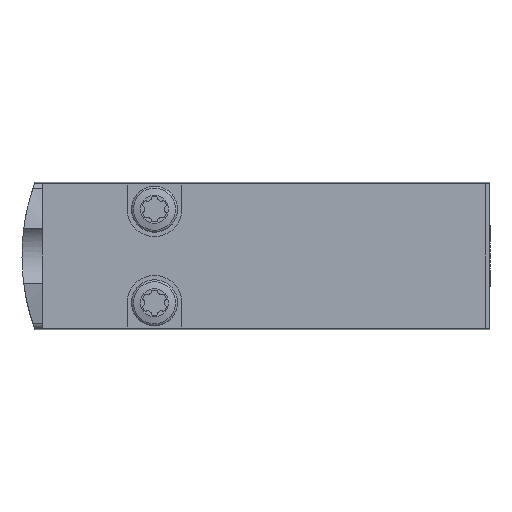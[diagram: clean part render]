
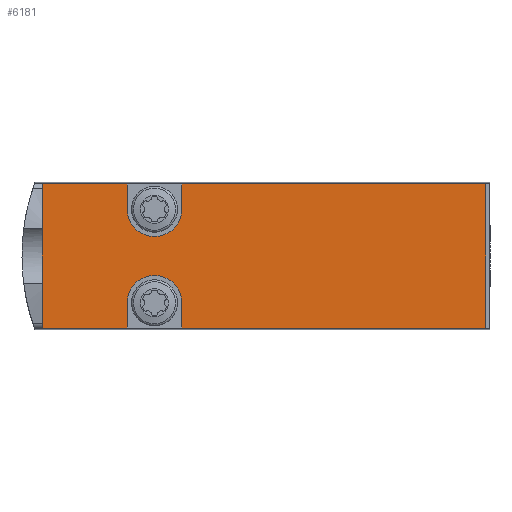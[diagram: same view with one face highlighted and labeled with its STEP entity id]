
A CAD part, left-side view. The second image highlights one B-rep face of the part: STEP entity #6181.
In plain terms, the highlighted planar face has unit normal (-1, 0, 0).
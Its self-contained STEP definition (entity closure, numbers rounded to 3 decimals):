
#56=PLANE('',#6630);
#288=LINE('',#9789,#774);
#292=LINE('',#9797,#778);
#294=LINE('',#9802,#780);
#298=LINE('',#9810,#784);
#301=LINE('',#9816,#787);
#302=LINE('',#9818,#788);
#303=LINE('',#9819,#789);
#304=LINE('',#9823,#790);
#305=LINE('',#9824,#791);
#306=LINE('',#9825,#792);
#774=VECTOR('',#7569,1000.);
#778=VECTOR('',#7573,1000.);
#780=VECTOR('',#7577,1000.);
#784=VECTOR('',#7581,1000.);
#787=VECTOR('',#7586,1000.);
#788=VECTOR('',#7587,1000.);
#789=VECTOR('',#7588,1000.);
#790=VECTOR('',#7591,1000.);
#791=VECTOR('',#7592,1000.);
#792=VECTOR('',#7593,1000.);
#1358=ORIENTED_EDGE('',*,*,#3236,.T.);
#1359=ORIENTED_EDGE('',*,*,#3227,.F.);
#1360=ORIENTED_EDGE('',*,*,#3237,.F.);
#1361=ORIENTED_EDGE('',*,*,#3229,.T.);
#1362=ORIENTED_EDGE('',*,*,#3238,.F.);
#1363=ORIENTED_EDGE('',*,*,#3239,.T.);
#1364=ORIENTED_EDGE('',*,*,#3240,.T.);
#1365=ORIENTED_EDGE('',*,*,#3233,.T.);
#1366=ORIENTED_EDGE('',*,*,#3241,.T.);
#1367=ORIENTED_EDGE('',*,*,#3223,.F.);
#1368=ORIENTED_EDGE('',*,*,#3242,.T.);
#1369=ORIENTED_EDGE('',*,*,#3243,.T.);
#3223=EDGE_CURVE('',#4158,#4159,#288,.T.);
#3227=EDGE_CURVE('',#4162,#4156,#292,.T.);
#3229=EDGE_CURVE('',#4165,#4163,#294,.T.);
#3233=EDGE_CURVE('',#4169,#4168,#298,.T.);
#3236=EDGE_CURVE('',#4171,#4156,#301,.T.);
#3237=EDGE_CURVE('',#4165,#4162,#302,.T.);
#3238=EDGE_CURVE('',#4172,#4163,#303,.T.);
#3239=EDGE_CURVE('',#4172,#4173,#4725,.T.);
#3240=EDGE_CURVE('',#4173,#4169,#304,.T.);
#3241=EDGE_CURVE('',#4168,#4159,#305,.T.);
#3242=EDGE_CURVE('',#4158,#4174,#306,.T.);
#3243=EDGE_CURVE('',#4174,#4171,#4726,.T.);
#4156=VERTEX_POINT('',#9784);
#4158=VERTEX_POINT('',#9788);
#4159=VERTEX_POINT('',#9790);
#4162=VERTEX_POINT('',#9796);
#4163=VERTEX_POINT('',#9800);
#4165=VERTEX_POINT('',#9803);
#4168=VERTEX_POINT('',#9809);
#4169=VERTEX_POINT('',#9811);
#4171=VERTEX_POINT('',#9817);
#4172=VERTEX_POINT('',#9820);
#4173=VERTEX_POINT('',#9822);
#4174=VERTEX_POINT('',#9826);
#4725=CIRCLE('',#6631,1.9);
#4726=CIRCLE('',#6632,1.9);
#5123=EDGE_LOOP('',(#1358,#1359,#1360,#1361,#1362,#1363,#1364,#1365,#1366,
#1367,#1368,#1369));
#5559=FACE_BOUND('',#5123,.T.);
#6181=ADVANCED_FACE('',(#5559),#56,.F.);
#6630=AXIS2_PLACEMENT_3D('',#9815,#7584,#7585);
#6631=AXIS2_PLACEMENT_3D('',#9821,#7589,#7590);
#6632=AXIS2_PLACEMENT_3D('',#9827,#7594,#7595);
#7569=DIRECTION('',(0.,-1.,0.));
#7573=DIRECTION('',(0.,-1.,0.));
#7577=DIRECTION('',(0.,-1.,0.));
#7581=DIRECTION('',(0.,-1.,0.));
#7584=DIRECTION('',(1.,0.,0.));
#7585=DIRECTION('',(0.,0.,-1.));
#7586=DIRECTION('',(0.,0.,1.));
#7587=DIRECTION('',(0.,0.,1.));
#7588=DIRECTION('',(0.,0.,-1.));
#7589=DIRECTION('',(1.,0.,0.));
#7590=DIRECTION('',(0.,0.,-1.));
#7591=DIRECTION('',(0.,0.,-1.));
#7592=DIRECTION('',(0.,0.,1.));
#7593=DIRECTION('',(0.,0.,-1.));
#7594=DIRECTION('',(1.,0.,0.));
#7595=DIRECTION('',(0.,0.,-1.));
#9784=CARTESIAN_POINT('',(-36.,24.4,5.));
#9788=CARTESIAN_POINT('',(-36.,20.6,5.));
#9789=CARTESIAN_POINT('',(-36.,30.3,5.));
#9790=CARTESIAN_POINT('',(-36.,-0.5,5.));
#9796=CARTESIAN_POINT('',(-36.,30.3,5.));
#9797=CARTESIAN_POINT('',(-36.,30.3,5.));
#9800=CARTESIAN_POINT('',(-36.,24.4,-5.));
#9802=CARTESIAN_POINT('',(-36.,30.3,-5.));
#9803=CARTESIAN_POINT('',(-36.,30.3,-5.));
#9809=CARTESIAN_POINT('',(-36.,-0.5,-5.));
#9810=CARTESIAN_POINT('',(-36.,30.3,-5.));
#9811=CARTESIAN_POINT('',(-36.,20.6,-5.));
#9815=CARTESIAN_POINT('',(-36.,30.3,-5.));
#9816=CARTESIAN_POINT('',(-36.,24.4,3.25));
#9817=CARTESIAN_POINT('',(-36.,24.4,3.25));
#9818=CARTESIAN_POINT('',(-36.,30.3,-5.));
#9819=CARTESIAN_POINT('',(-36.,24.4,-5.));
#9820=CARTESIAN_POINT('',(-36.,24.4,-3.25));
#9821=CARTESIAN_POINT('',(-36.,22.5,-3.25));
#9822=CARTESIAN_POINT('',(-36.,20.6,-3.25));
#9823=CARTESIAN_POINT('',(-36.,20.6,-3.25));
#9824=CARTESIAN_POINT('',(-36.,-0.5,-5.));
#9825=CARTESIAN_POINT('',(-36.,20.6,6.25));
#9826=CARTESIAN_POINT('',(-36.,20.6,3.25));
#9827=CARTESIAN_POINT('',(-36.,22.5,3.25));
